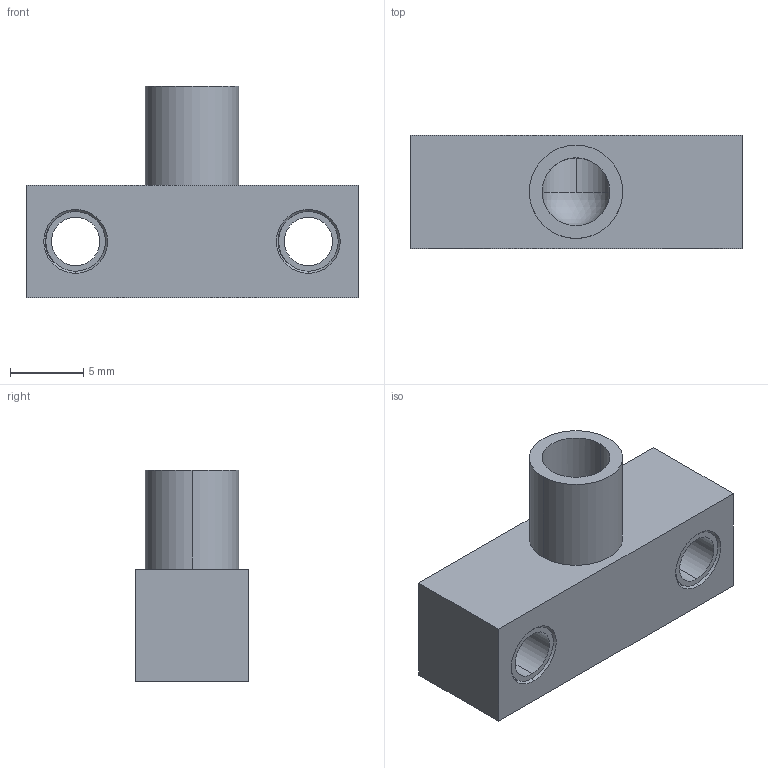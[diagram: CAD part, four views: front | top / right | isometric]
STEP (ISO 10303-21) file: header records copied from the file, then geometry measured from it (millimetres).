
FILE_DESCRIPTION (( 'STEP AP214' ), '1' );
FILE_NAME ('101000092543.STEP', '2025-11-04T07:02:41', ( 'Microsoft' ), ( 'Microsoft' ), 'SwSTEP 2.0', 'SolidWorks 2025', '' );
FILE_SCHEMA (( 'AUTOMOTIVE_DESIGN' ));
Length unit declared in the file: millimetre
Products named in the file (1): 101000092543
Bounding box: 22.61 x 7.7 x 14.4 mm (x, y, z)
Volume: 1158 mm3; surface area: 1348.1 mm2
Topology: 1 solids, 1 shells, 83 faces, 225 edges, 145 vertices
Faces by surface type: cylinder 56, plane 12, cone 10, bspline 2, torus 2, sphere 1
Entity records: 4589 total; most frequent: CARTESIAN_POINT 2705, ORIENTED_EDGE 446, DIRECTION 346, EDGE_CURVE 223, VERTEX_POINT 144, AXIS2_PLACEMENT_3D 135, EDGE_LOOP 95, FACE_OUTER_BOUND 83
